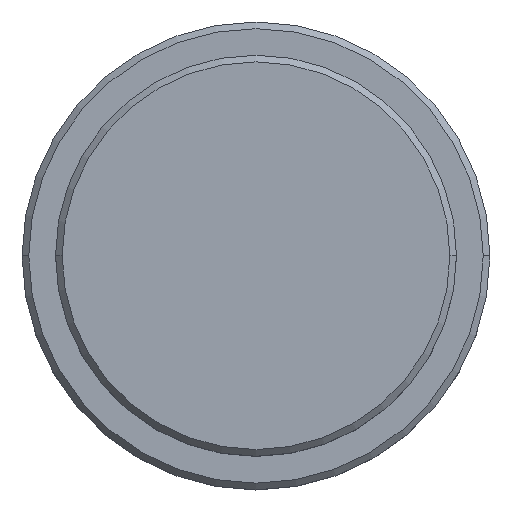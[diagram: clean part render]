
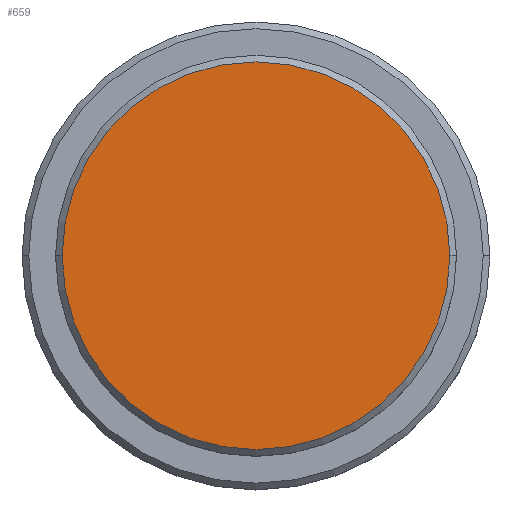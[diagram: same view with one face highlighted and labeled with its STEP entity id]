
A CAD part, top view. The second image highlights one B-rep face of the part: STEP entity #659.
In plain terms, the highlighted planar face has unit normal (0, 0, 1).
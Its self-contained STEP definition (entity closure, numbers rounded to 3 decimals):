
#127 = DIRECTION ( 'NONE',  ( 0., 0., 1. ) ) ;
#188 = AXIS2_PLACEMENT_3D ( 'NONE', #308, #1181, #1164 ) ;
#308 = CARTESIAN_POINT ( 'NONE',  ( 0., 0., 0. ) ) ;
#348 = CIRCLE ( 'NONE', #508, 14.5 ) ;
#415 = PLANE ( 'NONE',  #188 ) ;
#508 = AXIS2_PLACEMENT_3D ( 'NONE', #1407, #893, #560 ) ;
#510 = CARTESIAN_POINT ( 'NONE',  ( 14.5, 0., 0. ) ) ;
#538 = AXIS2_PLACEMENT_3D ( 'NONE', #1021, #127, #661 ) ;
#560 = DIRECTION ( 'NONE',  ( 1., 0., 0. ) ) ;
#659 = ADVANCED_FACE ( 'NONE', ( #1387 ), #415, .T. ) ;
#661 = DIRECTION ( 'NONE',  ( 1., 0., 0. ) ) ;
#725 = EDGE_CURVE ( 'NONE', #912, #811, #348, .T. ) ;
#811 = VERTEX_POINT ( 'NONE', #1316 ) ;
#851 = EDGE_CURVE ( 'NONE', #811, #912, #1196, .T. ) ;
#893 = DIRECTION ( 'NONE',  ( 0., 0., 1. ) ) ;
#912 = VERTEX_POINT ( 'NONE', #510 ) ;
#965 = ORIENTED_EDGE ( 'NONE', *, *, #851, .T. ) ;
#1021 = CARTESIAN_POINT ( 'NONE',  ( 0., 0., 0. ) ) ;
#1130 = ORIENTED_EDGE ( 'NONE', *, *, #725, .T. ) ;
#1164 = DIRECTION ( 'NONE',  ( 1., 0., 0. ) ) ;
#1181 = DIRECTION ( 'NONE',  ( 0., 0., 1. ) ) ;
#1196 = CIRCLE ( 'NONE', #538, 14.5 ) ;
#1316 = CARTESIAN_POINT ( 'NONE',  ( -14.5, 0., 0. ) ) ;
#1337 = EDGE_LOOP ( 'NONE', ( #965, #1130 ) ) ;
#1387 = FACE_OUTER_BOUND ( 'NONE', #1337, .T. ) ;
#1407 = CARTESIAN_POINT ( 'NONE',  ( 0., 0., 0. ) ) ;
